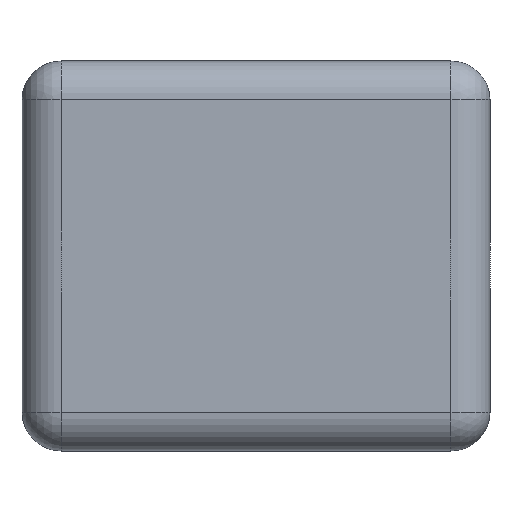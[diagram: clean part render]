
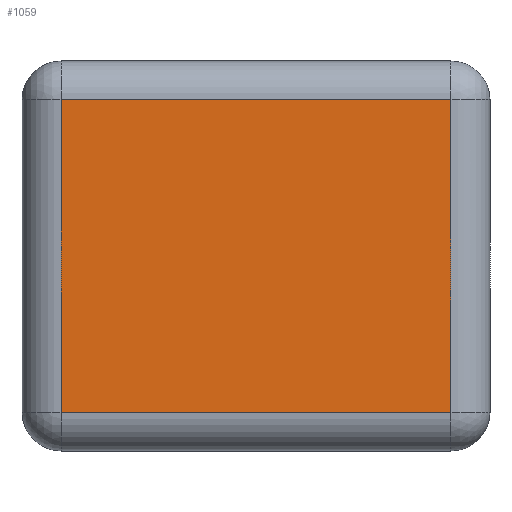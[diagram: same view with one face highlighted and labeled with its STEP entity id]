
A CAD part, left-side view. The second image highlights one B-rep face of the part: STEP entity #1059.
In plain terms, the highlighted planar face has unit normal (-1, 0, 0).
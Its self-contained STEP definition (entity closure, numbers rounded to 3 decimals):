
#6 = DIRECTION ( 'NONE',  ( 0., 0., -1. ) ) ;
#7 = ORIENTED_EDGE ( 'NONE', *, *, #430, .T. ) ;
#24 = VECTOR ( 'NONE', #1012, 1000. ) ;
#63 = VERTEX_POINT ( 'NONE', #420 ) ;
#75 = ORIENTED_EDGE ( 'NONE', *, *, #1033, .T. ) ;
#124 = CARTESIAN_POINT ( 'NONE',  ( -0.5, 0.55, -0.2 ) ) ;
#133 = EDGE_CURVE ( 'NONE', #762, #1155, #448, .T. ) ;
#163 = LINE ( 'NONE', #257, #1115 ) ;
#170 = VECTOR ( 'NONE', #336, 1000. ) ;
#178 = PLANE ( 'NONE',  #536 ) ;
#257 = CARTESIAN_POINT ( 'NONE',  ( -0.5, 0.05, 0.25 ) ) ;
#284 = ORIENTED_EDGE ( 'NONE', *, *, #1003, .T. ) ;
#336 = DIRECTION ( 'NONE',  ( 0., -1., 0. ) ) ;
#420 = CARTESIAN_POINT ( 'NONE',  ( -0.5, 0.05, 0.2 ) ) ;
#430 = EDGE_CURVE ( 'NONE', #63, #671, #1087, .T. ) ;
#448 = LINE ( 'NONE', #1078, #170 ) ;
#520 = FACE_OUTER_BOUND ( 'NONE', #968, .T. ) ;
#536 = AXIS2_PLACEMENT_3D ( 'NONE', #539, #907, #6 ) ;
#539 = CARTESIAN_POINT ( 'NONE',  ( -0.5, 0.6, 0.25 ) ) ;
#671 = VERTEX_POINT ( 'NONE', #798 ) ;
#711 = LINE ( 'NONE', #724, #714 ) ;
#714 = VECTOR ( 'NONE', #1089, 1000. ) ;
#724 = CARTESIAN_POINT ( 'NONE',  ( -0.5, 0.55, 0.25 ) ) ;
#734 = CARTESIAN_POINT ( 'NONE',  ( -0.5, 0.6, 0.2 ) ) ;
#762 = VERTEX_POINT ( 'NONE', #124 ) ;
#798 = CARTESIAN_POINT ( 'NONE',  ( -0.5, 0.55, 0.2 ) ) ;
#907 = DIRECTION ( 'NONE',  ( 1., 0., 0. ) ) ;
#968 = EDGE_LOOP ( 'NONE', ( #7, #284, #1043, #75 ) ) ;
#1003 = EDGE_CURVE ( 'NONE', #671, #762, #711, .T. ) ;
#1012 = DIRECTION ( 'NONE',  ( 0., 1., 0. ) ) ;
#1033 = EDGE_CURVE ( 'NONE', #1155, #63, #163, .T. ) ;
#1043 = ORIENTED_EDGE ( 'NONE', *, *, #133, .T. ) ;
#1059 = ADVANCED_FACE ( 'NONE', ( #520 ), #178, .F. ) ;
#1073 = DIRECTION ( 'NONE',  ( 0., 0., 1. ) ) ;
#1078 = CARTESIAN_POINT ( 'NONE',  ( -0.5, 0.6, -0.2 ) ) ;
#1087 = LINE ( 'NONE', #734, #24 ) ;
#1089 = DIRECTION ( 'NONE',  ( 0., 0., -1. ) ) ;
#1115 = VECTOR ( 'NONE', #1073, 1000. ) ;
#1117 = CARTESIAN_POINT ( 'NONE',  ( -0.5, 0.05, -0.2 ) ) ;
#1155 = VERTEX_POINT ( 'NONE', #1117 ) ;
